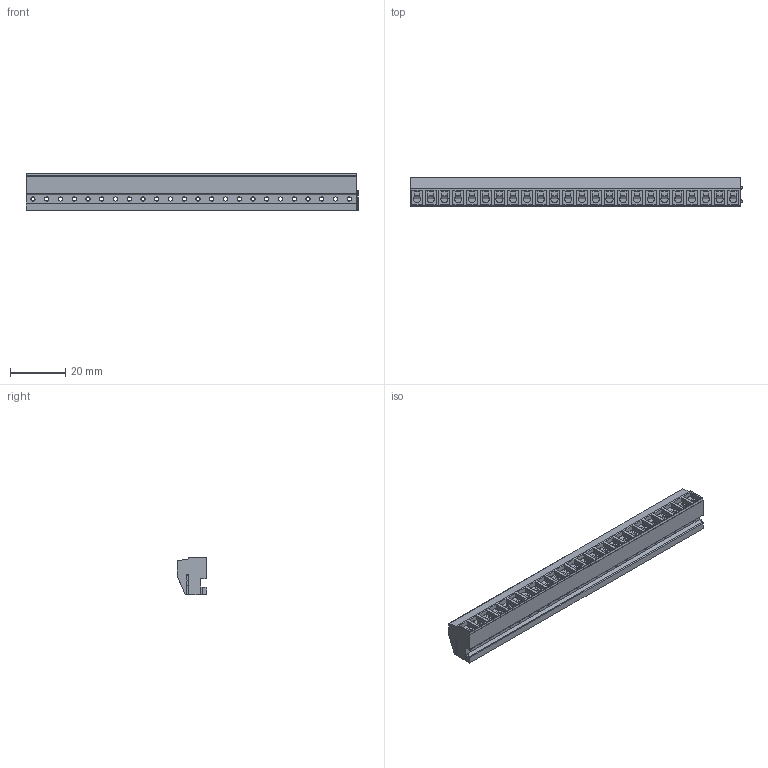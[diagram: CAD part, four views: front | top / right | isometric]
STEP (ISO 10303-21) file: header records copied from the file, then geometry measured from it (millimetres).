
FILE_DESCRIPTION((''),'2;1');
FILE_NAME('PRT0329','2024-11-20T14:20:16',('sheji'),(''),'CREO PARAMETRIC BY PTC INC, 2018100','CREO PARAMETRIC BY PTC INC, 2018100','');
FILE_SCHEMA(('CONFIG_CONTROL_DESIGN'));
Length unit declared in the file: millimetre
Products named in the file (1): PRT0329
Bounding box: 120.7 x 10.8 x 13.5 mm (x, y, z)
Volume: 11130.6 mm3; surface area: 11400.3 mm2
Topology: 1 solids, 1 shells, 1351 faces, 3906 edges, 2603 vertices
Faces by surface type: plane 804, cylinder 547
Entity records: 45568 total; most frequent: CARTESIAN_POINT 8786, ORIENTED_EDGE 7812, DIRECTION 7610, EDGE_CURVE 3906, VECTOR 2620, LINE 2620, VERTEX_POINT 2603, AXIS2_PLACEMENT_3D 2495
